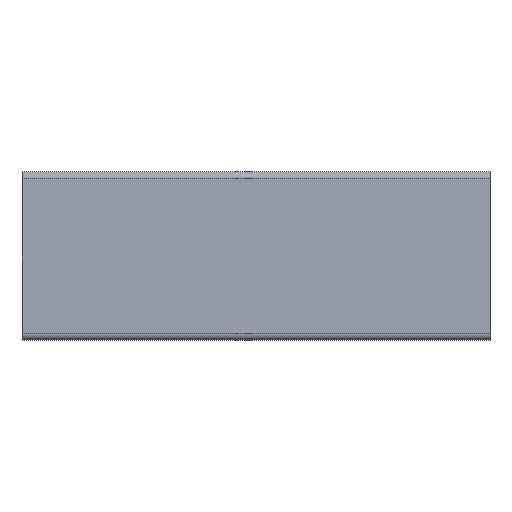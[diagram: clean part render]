
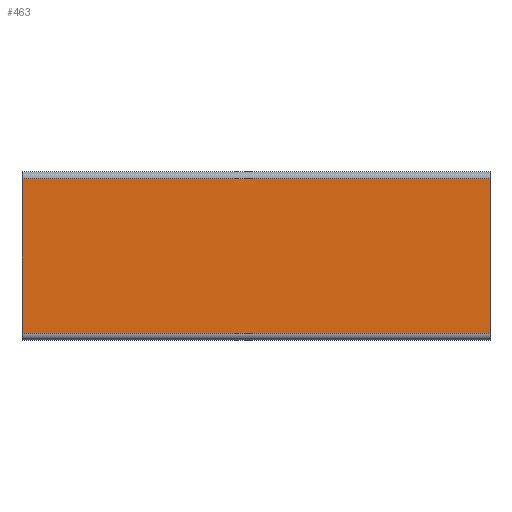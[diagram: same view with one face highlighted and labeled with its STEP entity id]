
A CAD part, top view. The second image highlights one B-rep face of the part: STEP entity #463.
In plain terms, the highlighted planar face has unit normal (0, 0, 1).
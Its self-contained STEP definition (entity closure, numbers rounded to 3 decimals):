
#55 = PLANE('',#56);
#56 = AXIS2_PLACEMENT_3D('',#57,#58,#59);
#57 = CARTESIAN_POINT('',(-18.,-4.,2.));
#58 = DIRECTION('',(1.,0.,0.));
#59 = DIRECTION('',(0.,0.,1.));
#83 = CYLINDRICAL_SURFACE('',#84,0.5);
#84 = AXIS2_PLACEMENT_3D('',#85,#86,#87);
#85 = CARTESIAN_POINT('',(-18.,-5.207,1.5));
#86 = DIRECTION('',(1.,0.,0.));
#87 = DIRECTION('',(0.,0.707,-0.707));
#111 = PLANE('',#112);
#112 = AXIS2_PLACEMENT_3D('',#113,#114,#115);
#113 = CARTESIAN_POINT('',(17.,-4.,2.));
#114 = DIRECTION('',(1.,0.,0.));
#115 = DIRECTION('',(0.,0.,1.));
#154 = VERTEX_POINT('',#155);
#155 = CARTESIAN_POINT('',(-18.,-5.207,2.));
#177 = EDGE_CURVE('',#178,#154,#180,.T.);
#178 = VERTEX_POINT('',#179);
#179 = CARTESIAN_POINT('',(-18.,-16.793,2.));
#180 = SURFACE_CURVE('',#181,(#185,#192),.PCURVE_S1.);
#181 = LINE('',#182,#183);
#182 = CARTESIAN_POINT('',(-18.,-18.,2.));
#183 = VECTOR('',#184,1.);
#184 = DIRECTION('',(0.,1.,0.));
#185 = PCURVE('',#55,#186);
#186 = DEFINITIONAL_REPRESENTATION('',(#187),#191);
#187 = LINE('',#188,#189);
#188 = CARTESIAN_POINT('',(0.,14.));
#189 = VECTOR('',#190,1.);
#190 = DIRECTION('',(0.,-1.));
#191 = ( GEOMETRIC_REPRESENTATION_CONTEXT(2) 
PARAMETRIC_REPRESENTATION_CONTEXT() REPRESENTATION_CONTEXT('2D SPACE',''
  ) );
#192 = PCURVE('',#193,#198);
#193 = PLANE('',#194);
#194 = AXIS2_PLACEMENT_3D('',#195,#196,#197);
#195 = CARTESIAN_POINT('',(-18.,-18.,2.));
#196 = DIRECTION('',(0.,0.,1.));
#197 = DIRECTION('',(0.,1.,0.));
#198 = DEFINITIONAL_REPRESENTATION('',(#199),#203);
#199 = LINE('',#200,#201);
#200 = CARTESIAN_POINT('',(0.,0.));
#201 = VECTOR('',#202,1.);
#202 = DIRECTION('',(1.,0.));
#203 = ( GEOMETRIC_REPRESENTATION_CONTEXT(2) 
PARAMETRIC_REPRESENTATION_CONTEXT() REPRESENTATION_CONTEXT('2D SPACE',''
  ) );
#226 = CYLINDRICAL_SURFACE('',#227,0.5);
#227 = AXIS2_PLACEMENT_3D('',#228,#229,#230);
#228 = CARTESIAN_POINT('',(-18.,-16.793,1.5));
#229 = DIRECTION('',(1.,0.,0.));
#230 = DIRECTION('',(0.,-0.707,-0.707));
#291 = EDGE_CURVE('',#154,#292,#294,.T.);
#292 = VERTEX_POINT('',#293);
#293 = CARTESIAN_POINT('',(17.,-5.207,2.));
#294 = SURFACE_CURVE('',#295,(#299,#306),.PCURVE_S1.);
#295 = LINE('',#296,#297);
#296 = CARTESIAN_POINT('',(-18.,-5.207,2.));
#297 = VECTOR('',#298,1.);
#298 = DIRECTION('',(1.,0.,0.));
#299 = PCURVE('',#83,#300);
#300 = DEFINITIONAL_REPRESENTATION('',(#301),#305);
#301 = LINE('',#302,#303);
#302 = CARTESIAN_POINT('',(2.356,0.));
#303 = VECTOR('',#304,1.);
#304 = DIRECTION('',(0.,1.));
#305 = ( GEOMETRIC_REPRESENTATION_CONTEXT(2) 
PARAMETRIC_REPRESENTATION_CONTEXT() REPRESENTATION_CONTEXT('2D SPACE',''
  ) );
#306 = PCURVE('',#193,#307);
#307 = DEFINITIONAL_REPRESENTATION('',(#308),#312);
#308 = LINE('',#309,#310);
#309 = CARTESIAN_POINT('',(12.793,0.));
#310 = VECTOR('',#311,1.);
#311 = DIRECTION('',(0.,-1.));
#312 = ( GEOMETRIC_REPRESENTATION_CONTEXT(2) 
PARAMETRIC_REPRESENTATION_CONTEXT() REPRESENTATION_CONTEXT('2D SPACE',''
  ) );
#391 = EDGE_CURVE('',#392,#292,#394,.T.);
#392 = VERTEX_POINT('',#393);
#393 = CARTESIAN_POINT('',(17.,-16.793,2.));
#394 = SURFACE_CURVE('',#395,(#399,#406),.PCURVE_S1.);
#395 = LINE('',#396,#397);
#396 = CARTESIAN_POINT('',(17.,-18.,2.));
#397 = VECTOR('',#398,1.);
#398 = DIRECTION('',(0.,1.,0.));
#399 = PCURVE('',#111,#400);
#400 = DEFINITIONAL_REPRESENTATION('',(#401),#405);
#401 = LINE('',#402,#403);
#402 = CARTESIAN_POINT('',(0.,14.));
#403 = VECTOR('',#404,1.);
#404 = DIRECTION('',(0.,-1.));
#405 = ( GEOMETRIC_REPRESENTATION_CONTEXT(2) 
PARAMETRIC_REPRESENTATION_CONTEXT() REPRESENTATION_CONTEXT('2D SPACE',''
  ) );
#406 = PCURVE('',#193,#407);
#407 = DEFINITIONAL_REPRESENTATION('',(#408),#412);
#408 = LINE('',#409,#410);
#409 = CARTESIAN_POINT('',(0.,-35.));
#410 = VECTOR('',#411,1.);
#411 = DIRECTION('',(1.,0.));
#412 = ( GEOMETRIC_REPRESENTATION_CONTEXT(2) 
PARAMETRIC_REPRESENTATION_CONTEXT() REPRESENTATION_CONTEXT('2D SPACE',''
  ) );
#463 = ADVANCED_FACE('',(#464),#193,.T.);
#464 = FACE_BOUND('',#465,.T.);
#465 = EDGE_LOOP('',(#466,#467,#488,#489));
#466 = ORIENTED_EDGE('',*,*,#177,.F.);
#467 = ORIENTED_EDGE('',*,*,#468,.T.);
#468 = EDGE_CURVE('',#178,#392,#469,.T.);
#469 = SURFACE_CURVE('',#470,(#474,#481),.PCURVE_S1.);
#470 = LINE('',#471,#472);
#471 = CARTESIAN_POINT('',(-18.,-16.793,2.));
#472 = VECTOR('',#473,1.);
#473 = DIRECTION('',(1.,0.,0.));
#474 = PCURVE('',#193,#475);
#475 = DEFINITIONAL_REPRESENTATION('',(#476),#480);
#476 = LINE('',#477,#478);
#477 = CARTESIAN_POINT('',(1.207,0.));
#478 = VECTOR('',#479,1.);
#479 = DIRECTION('',(0.,-1.));
#480 = ( GEOMETRIC_REPRESENTATION_CONTEXT(2) 
PARAMETRIC_REPRESENTATION_CONTEXT() REPRESENTATION_CONTEXT('2D SPACE',''
  ) );
#481 = PCURVE('',#226,#482);
#482 = DEFINITIONAL_REPRESENTATION('',(#483),#487);
#483 = LINE('',#484,#485);
#484 = CARTESIAN_POINT('',(-2.356,0.));
#485 = VECTOR('',#486,1.);
#486 = DIRECTION('',(-0.,1.));
#487 = ( GEOMETRIC_REPRESENTATION_CONTEXT(2) 
PARAMETRIC_REPRESENTATION_CONTEXT() REPRESENTATION_CONTEXT('2D SPACE',''
  ) );
#488 = ORIENTED_EDGE('',*,*,#391,.T.);
#489 = ORIENTED_EDGE('',*,*,#291,.F.);
